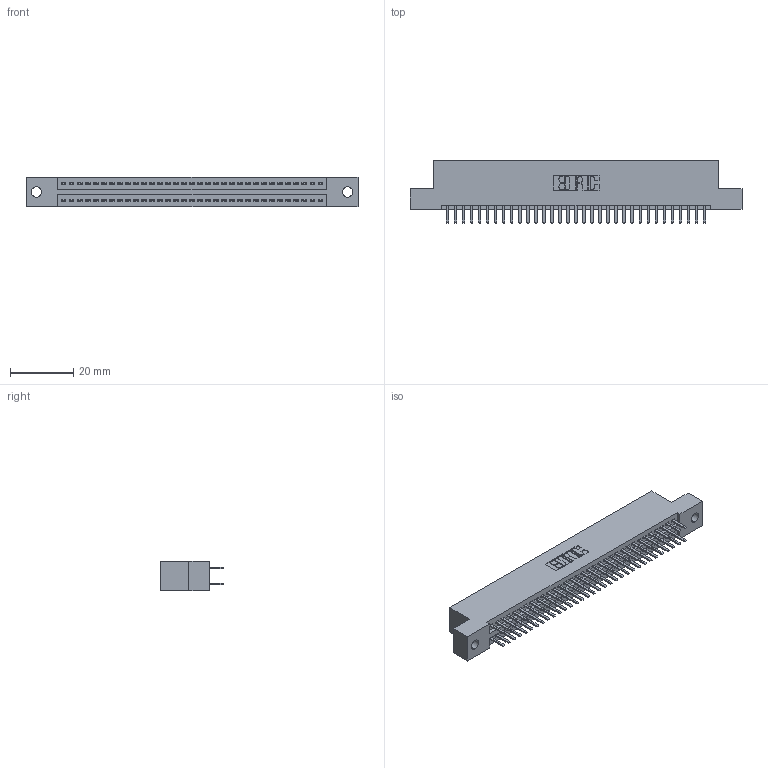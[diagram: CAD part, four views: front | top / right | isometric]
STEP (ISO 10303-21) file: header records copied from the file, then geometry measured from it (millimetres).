
FILE_DESCRIPTION (( 'STEP AP203' ), '1' );
FILE_NAME ('395-066-520-202.STEP', '2019-10-23T19:50:07', ( '' ), ( '' ), 'SwSTEP 2.0', 'SolidWorks 2016', '' );
FILE_SCHEMA (( 'CONFIG_CONTROL_DESIGN' ));
Length unit declared in the file: inch
Products named in the file (3): 345 Part_Flush Mounting Lugs - 0.128 Dia; 345-292-001_345-293-120; 395-066-520-202
Assembly tree (67 placements, depth 2):
  395-066-520-202
    345 Part_Flush Mounting Lugs - 0.128 Dia
    345-292-001_345-293-120  x66
Bounding box: 105.03 x 19.68 x 9.4 mm (x, y, z)
Volume: 10053.4 mm3; surface area: 14351.8 mm2
Topology: 67 solids, 67 shells, 3690 faces, 10703 edges, 6958 vertices
Faces by surface type: plane 2390, cylinder 1300
Entity records: 27221 total; most frequent: CARTESIAN_POINT 4584, ORIENTED_EDGE 4506, DIRECTION 4041, EDGE_CURVE 2253, VECTOR 1985, LINE 1985, VERTEX_POINT 1498, AXIS2_PLACEMENT_3D 1028
